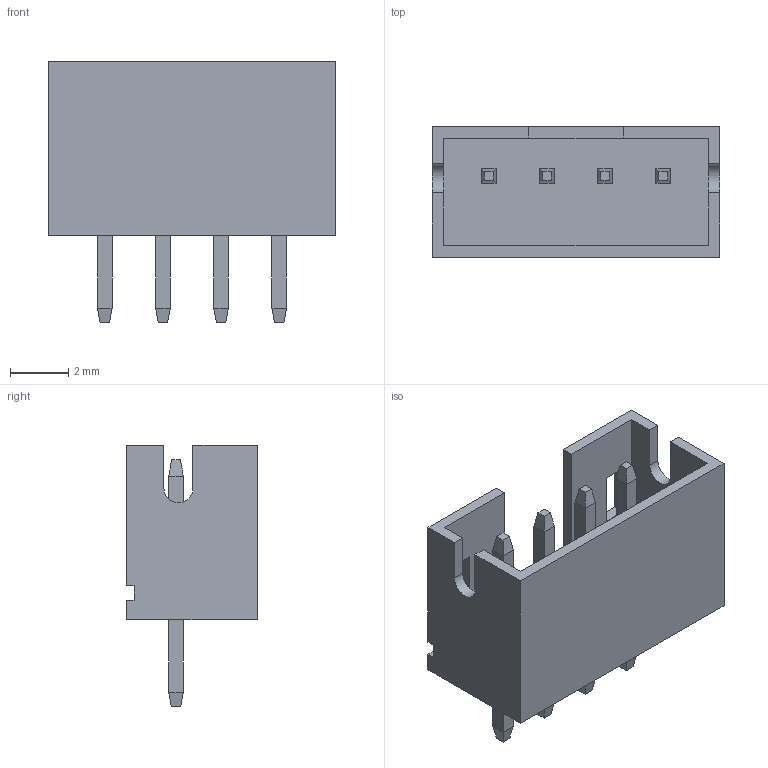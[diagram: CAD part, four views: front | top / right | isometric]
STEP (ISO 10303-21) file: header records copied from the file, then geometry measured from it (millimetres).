
FILE_DESCRIPTION(('FreeCAD Model'),'2;1');
FILE_NAME( 'User Library-b4b-ph-k-s.step', '2017-02-13T21:31:48',('Author'),(''), 'Open CASCADE STEP processor 6.8','FreeCAD','Unknown');
FILE_SCHEMA(('AUTOMOTIVE_DESIGN_CC2 { 1 2 10303 214 -1 1 5 4 }'));
Length unit declared in the file: millimetre
Products named in the file (2): ASSEMBLY; User_Library-b4b-ph-k-s
Assembly tree (1 placements, depth 2):
  ASSEMBLY
    User_Library-b4b-ph-k-s
Bounding box: 9.9 x 4.5 x 9 mm (x, y, z)
Volume: 77.1 mm3; surface area: 442.1 mm2
Topology: 1 solids, 1 shells, 106 faces, 256 edges, 160 vertices
Faces by surface type: plane 104, cylinder 2
Entity records: 7281 total; most frequent: CARTESIAN_POINT 1240, DIRECTION 978, LINE 752, VECTOR 752, ORIENTED_EDGE 512, PCURVE 512, DEFINITIONAL_REPRESENTATION 512, EDGE_CURVE 256
